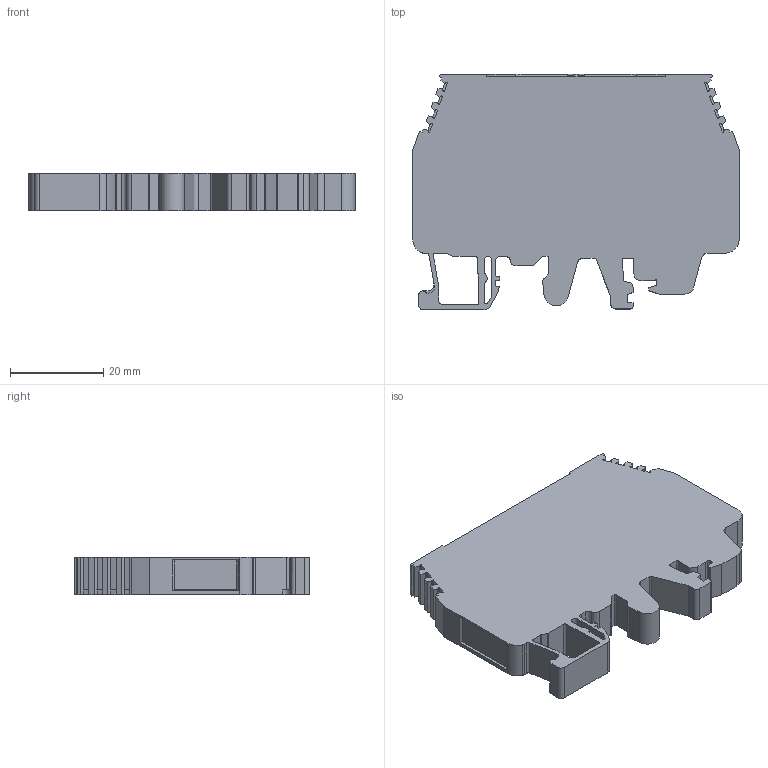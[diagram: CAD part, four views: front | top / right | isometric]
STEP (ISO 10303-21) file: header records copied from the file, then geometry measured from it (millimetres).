
FILE_DESCRIPTION (( 'STEP AP214' ), '1' );
FILE_NAME ('375690_WGO 3_Grey.STP', '2013-11-14T06:42:56', ( 'arge' ), ( 'Microsoft' ), 'SwSTEP 2.0', 'SolidWorks 2013', '' );
FILE_SCHEMA (( 'AUTOMOTIVE_DESIGN' ));
Length unit declared in the file: millimetre
Products named in the file (1): 375690_WGO 3_Grey
Bounding box: 70 x 50.44 x 8 mm (x, y, z)
Volume: 22753.3 mm3; surface area: 8875.3 mm2
Topology: 1 solids, 1 shells, 242 faces, 692 edges, 456 vertices
Faces by surface type: plane 165, cylinder 77
Entity records: 8224 total; most frequent: CARTESIAN_POINT 1391, ORIENTED_EDGE 1384, DIRECTION 1333, EDGE_CURVE 692, VECTOR 537, LINE 537, VERTEX_POINT 456, AXIS2_PLACEMENT_3D 398
